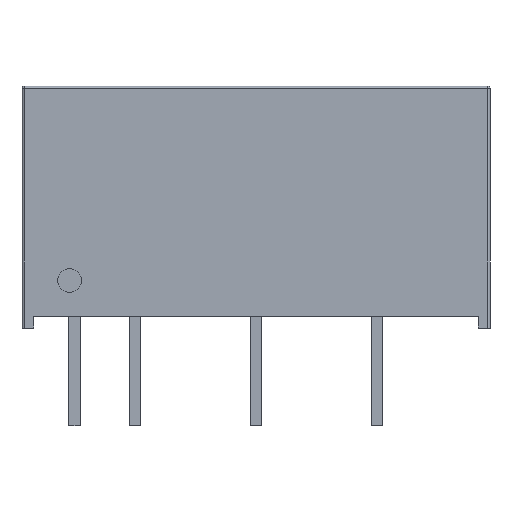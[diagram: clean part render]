
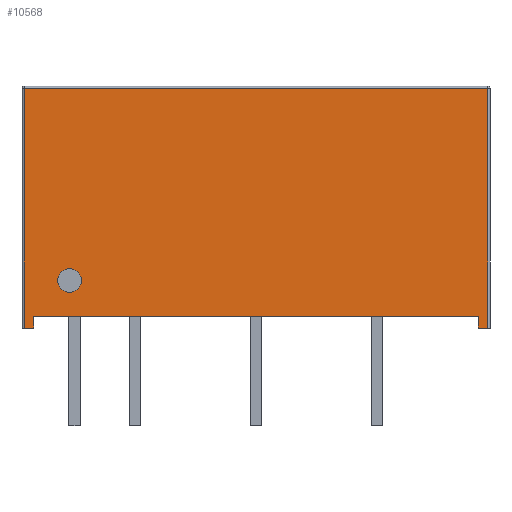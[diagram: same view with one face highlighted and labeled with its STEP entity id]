
A CAD part, front view. The second image highlights one B-rep face of the part: STEP entity #10568.
In plain terms, the highlighted planar face has unit normal (0, -1, 0).
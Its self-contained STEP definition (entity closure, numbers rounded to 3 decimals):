
#140 = CARTESIAN_POINT ( 'NONE',  ( 9.325, -3.525, 0. ) ) ;
#177 = VECTOR ( 'NONE', #9716, 1000. ) ;
#376 = VERTEX_POINT ( 'NONE', #9555 ) ;
#529 = CARTESIAN_POINT ( 'NONE',  ( -9.325, -3.525, 0. ) ) ;
#634 = CIRCLE ( 'NONE', #2654, 0.5 ) ;
#794 = ORIENTED_EDGE ( 'NONE', *, *, #2516, .T. ) ;
#885 = VERTEX_POINT ( 'NONE', #9472 ) ;
#1782 = DIRECTION ( 'NONE',  ( 0., 0., -1. ) ) ;
#1787 = PLANE ( 'NONE',  #8124 ) ;
#1803 = EDGE_CURVE ( 'NONE', #4982, #885, #15468, .T. ) ;
#2116 = VECTOR ( 'NONE', #7496, 1000. ) ;
#2328 = CARTESIAN_POINT ( 'NONE',  ( -9.325, -3.525, 0. ) ) ;
#2397 = ORIENTED_EDGE ( 'NONE', *, *, #7749, .T. ) ;
#2459 = DIRECTION ( 'NONE',  ( -1., 0., 0. ) ) ;
#2461 = VECTOR ( 'NONE', #13923, 1000. ) ;
#2516 = EDGE_CURVE ( 'NONE', #885, #12145, #5376, .T. ) ;
#2654 = AXIS2_PLACEMENT_3D ( 'NONE', #15387, #14284, #3299 ) ;
#2786 = ORIENTED_EDGE ( 'NONE', *, *, #13403, .F. ) ;
#3268 = DIRECTION ( 'NONE',  ( 0., 0., -1. ) ) ;
#3299 = DIRECTION ( 'NONE',  ( 0., 0., -1. ) ) ;
#3475 = VECTOR ( 'NONE', #8492, 1000. ) ;
#3898 = VERTEX_POINT ( 'NONE', #2328 ) ;
#4450 = CARTESIAN_POINT ( 'NONE',  ( -9.825, -3.525, 10.16 ) ) ;
#4721 = EDGE_LOOP ( 'NONE', ( #2786, #5757 ) ) ;
#4982 = VERTEX_POINT ( 'NONE', #11707 ) ;
#5010 = EDGE_CURVE ( 'NONE', #7215, #3898, #10597, .T. ) ;
#5376 = LINE ( 'NONE', #12808, #2461 ) ;
#5575 = FACE_BOUND ( 'NONE', #4721, .T. ) ;
#5757 = ORIENTED_EDGE ( 'NONE', *, *, #7251, .F. ) ;
#5828 = CIRCLE ( 'NONE', #11177, 0.5 ) ;
#5920 = LINE ( 'NONE', #14385, #10093 ) ;
#6344 = CARTESIAN_POINT ( 'NONE',  ( -7.825, -3.525, 1.5 ) ) ;
#6503 = VERTEX_POINT ( 'NONE', #6344 ) ;
#6939 = EDGE_LOOP ( 'NONE', ( #9421, #12361, #794, #2397, #10779, #7787, #7893, #9047 ) ) ;
#6991 = CARTESIAN_POINT ( 'NONE',  ( -9.825, -3.525, 0. ) ) ;
#7215 = VERTEX_POINT ( 'NONE', #10596 ) ;
#7251 = EDGE_CURVE ( 'NONE', #11212, #6503, #634, .T. ) ;
#7343 = LINE ( 'NONE', #140, #2116 ) ;
#7452 = LINE ( 'NONE', #13430, #15280 ) ;
#7496 = DIRECTION ( 'NONE',  ( 0., 0., 1. ) ) ;
#7749 = EDGE_CURVE ( 'NONE', #12145, #7215, #5920, .T. ) ;
#7787 = ORIENTED_EDGE ( 'NONE', *, *, #13564, .F. ) ;
#7893 = ORIENTED_EDGE ( 'NONE', *, *, #11038, .F. ) ;
#8124 = AXIS2_PLACEMENT_3D ( 'NONE', #4450, #9316, #8150 ) ;
#8150 = DIRECTION ( 'NONE',  ( 0., 0., 1. ) ) ;
#8406 = VECTOR ( 'NONE', #10757, 1000. ) ;
#8492 = DIRECTION ( 'NONE',  ( 1., 0., 0. ) ) ;
#8905 = EDGE_CURVE ( 'NONE', #376, #4982, #11033, .T. ) ;
#9047 = ORIENTED_EDGE ( 'NONE', *, *, #14381, .F. ) ;
#9091 = CARTESIAN_POINT ( 'NONE',  ( -9.725, -3.525, 10.06 ) ) ;
#9094 = CARTESIAN_POINT ( 'NONE',  ( -9.325, -3.525, 0.5 ) ) ;
#9316 = DIRECTION ( 'NONE',  ( 0., 1., 0. ) ) ;
#9421 = ORIENTED_EDGE ( 'NONE', *, *, #8905, .T. ) ;
#9472 = CARTESIAN_POINT ( 'NONE',  ( 9.725, -3.525, 10.06 ) ) ;
#9555 = CARTESIAN_POINT ( 'NONE',  ( 9.325, -3.525, 0. ) ) ;
#9656 = VERTEX_POINT ( 'NONE', #13443 ) ;
#9716 = DIRECTION ( 'NONE',  ( 0., 0., 1. ) ) ;
#10093 = VECTOR ( 'NONE', #3268, 1000. ) ;
#10459 = FACE_OUTER_BOUND ( 'NONE', #6939, .T. ) ;
#10568 = ADVANCED_FACE ( 'NONE', ( #5575, #10459 ), #1787, .F. ) ;
#10596 = CARTESIAN_POINT ( 'NONE',  ( -9.725, -3.525, 0. ) ) ;
#10597 = LINE ( 'NONE', #6991, #8406 ) ;
#10690 = CARTESIAN_POINT ( 'NONE',  ( 9.725, -3.525, 10.16 ) ) ;
#10757 = DIRECTION ( 'NONE',  ( 1., 0., 0. ) ) ;
#10779 = ORIENTED_EDGE ( 'NONE', *, *, #5010, .T. ) ;
#11033 = LINE ( 'NONE', #13348, #3475 ) ;
#11038 = EDGE_CURVE ( 'NONE', #9656, #14145, #7452, .T. ) ;
#11177 = AXIS2_PLACEMENT_3D ( 'NONE', #12278, #13392, #14766 ) ;
#11212 = VERTEX_POINT ( 'NONE', #12964 ) ;
#11707 = CARTESIAN_POINT ( 'NONE',  ( 9.725, -3.525, 0. ) ) ;
#12145 = VERTEX_POINT ( 'NONE', #9091 ) ;
#12278 = CARTESIAN_POINT ( 'NONE',  ( -7.825, -3.525, 2. ) ) ;
#12361 = ORIENTED_EDGE ( 'NONE', *, *, #1803, .T. ) ;
#12676 = LINE ( 'NONE', #529, #15397 ) ;
#12808 = CARTESIAN_POINT ( 'NONE',  ( -9.825, -3.525, 10.06 ) ) ;
#12964 = CARTESIAN_POINT ( 'NONE',  ( -7.825, -3.525, 2.5 ) ) ;
#13348 = CARTESIAN_POINT ( 'NONE',  ( -9.825, -3.525, 0. ) ) ;
#13392 = DIRECTION ( 'NONE',  ( 0., -1., 0. ) ) ;
#13403 = EDGE_CURVE ( 'NONE', #6503, #11212, #5828, .T. ) ;
#13430 = CARTESIAN_POINT ( 'NONE',  ( -9.325, -3.525, 0.5 ) ) ;
#13443 = CARTESIAN_POINT ( 'NONE',  ( 9.325, -3.525, 0.5 ) ) ;
#13564 = EDGE_CURVE ( 'NONE', #14145, #3898, #12676, .T. ) ;
#13923 = DIRECTION ( 'NONE',  ( -1., 0., 0. ) ) ;
#14145 = VERTEX_POINT ( 'NONE', #9094 ) ;
#14284 = DIRECTION ( 'NONE',  ( 0., -1., 0. ) ) ;
#14381 = EDGE_CURVE ( 'NONE', #376, #9656, #7343, .T. ) ;
#14385 = CARTESIAN_POINT ( 'NONE',  ( -9.725, -3.525, 10.16 ) ) ;
#14766 = DIRECTION ( 'NONE',  ( 0., 0., -1. ) ) ;
#15280 = VECTOR ( 'NONE', #2459, 1000. ) ;
#15387 = CARTESIAN_POINT ( 'NONE',  ( -7.825, -3.525, 2. ) ) ;
#15397 = VECTOR ( 'NONE', #1782, 1000. ) ;
#15468 = LINE ( 'NONE', #10690, #177 ) ;
